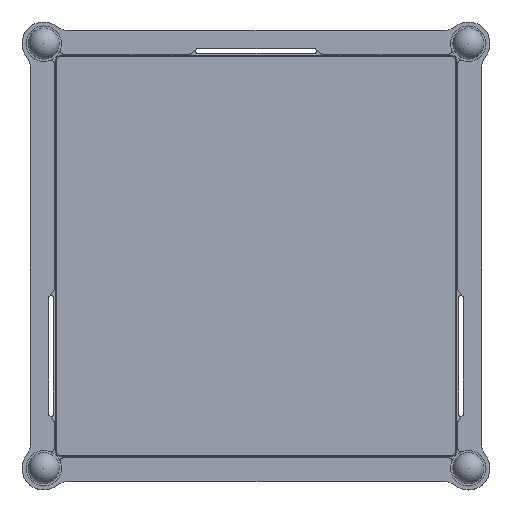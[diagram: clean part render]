
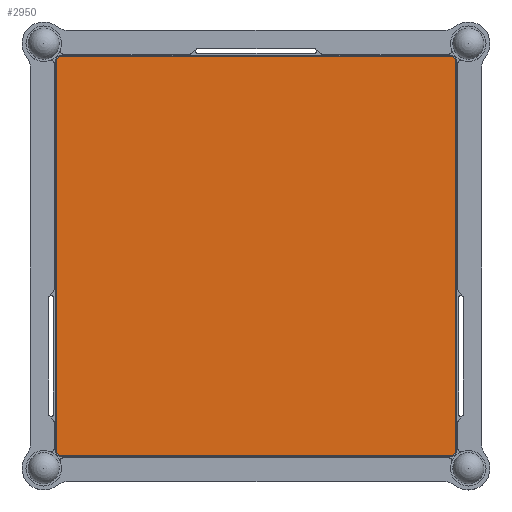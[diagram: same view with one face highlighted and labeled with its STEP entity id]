
A CAD part, top view. The second image highlights one B-rep face of the part: STEP entity #2950.
In plain terms, the highlighted planar face has unit normal (0, 0, 1).
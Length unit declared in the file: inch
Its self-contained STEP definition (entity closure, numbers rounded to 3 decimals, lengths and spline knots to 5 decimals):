
#307 = CARTESIAN_POINT ( 'NONE',  ( 3., -2.92126, 0. ) ) ;
#576 = DIRECTION ( 'NONE',  ( 0., 1., 0. ) ) ;
#724 = CARTESIAN_POINT ( 'NONE',  ( 0., 0., 0. ) ) ;
#730 = DIRECTION ( 'NONE',  ( -1., 0., 0. ) ) ;
#784 = EDGE_CURVE ( 'NONE', #1052, #3268, #6787, .T. ) ;
#1052 = VERTEX_POINT ( 'NONE', #8461 ) ;
#1083 = ORIENTED_EDGE ( 'NONE', *, *, #1094, .T. ) ;
#1094 = EDGE_CURVE ( 'NONE', #7845, #8788, #3310, .T. ) ;
#1233 = CARTESIAN_POINT ( 'NONE',  ( -2.92126, -2.92126, 0. ) ) ;
#1435 = EDGE_LOOP ( 'NONE', ( #1869, #7486, #4183, #5288, #6383, #1083, #3397, #4067 ) ) ;
#1542 = CARTESIAN_POINT ( 'NONE',  ( 2.92126, 3., 0. ) ) ;
#1869 = ORIENTED_EDGE ( 'NONE', *, *, #1953, .T. ) ;
#1953 = EDGE_CURVE ( 'NONE', #9515, #6721, #7980, .T. ) ;
#1977 = AXIS2_PLACEMENT_3D ( 'NONE', #7195, #6340, #8736 ) ;
#2076 = CARTESIAN_POINT ( 'NONE',  ( -3., -3., 0. ) ) ;
#2185 = EDGE_CURVE ( 'NONE', #3268, #7845, #5577, .T. ) ;
#2407 = CARTESIAN_POINT ( 'NONE',  ( -3., 3., 0. ) ) ;
#2487 = DIRECTION ( 'NONE',  ( 1., 0., 0. ) ) ;
#2857 = VECTOR ( 'NONE', #6482, 39.37008 ) ;
#2950 = ADVANCED_FACE ( 'NONE', ( #7064 ), #8488, .F. ) ;
#3268 = VERTEX_POINT ( 'NONE', #1542 ) ;
#3310 = CIRCLE ( 'NONE', #1977, 0.07874 ) ;
#3356 = AXIS2_PLACEMENT_3D ( 'NONE', #1233, #8211, #4405 ) ;
#3397 = ORIENTED_EDGE ( 'NONE', *, *, #10261, .T. ) ;
#3563 = CARTESIAN_POINT ( 'NONE',  ( -3., -2.92126, 0. ) ) ;
#3814 = VECTOR ( 'NONE', #2487, 39.37008 ) ;
#4067 = ORIENTED_EDGE ( 'NONE', *, *, #6769, .T. ) ;
#4183 = ORIENTED_EDGE ( 'NONE', *, *, #8937, .T. ) ;
#4283 = CARTESIAN_POINT ( 'NONE',  ( -2.92126, -3., 0. ) ) ;
#4405 = DIRECTION ( 'NONE',  ( -1., 0., 0. ) ) ;
#4688 = CARTESIAN_POINT ( 'NONE',  ( 2.92126, 2.92126, 0. ) ) ;
#4966 = CIRCLE ( 'NONE', #3356, 0.07874 ) ;
#5186 = DIRECTION ( 'NONE',  ( -1., 0., 0. ) ) ;
#5213 = LINE ( 'NONE', #2076, #9588 ) ;
#5285 = DIRECTION ( 'NONE',  ( 0., 0., 1. ) ) ;
#5288 = ORIENTED_EDGE ( 'NONE', *, *, #784, .T. ) ;
#5312 = DIRECTION ( 'NONE',  ( 0., 0., -1. ) ) ;
#5318 = AXIS2_PLACEMENT_3D ( 'NONE', #6747, #5285, #5186 ) ;
#5577 = LINE ( 'NONE', #2407, #2857 ) ;
#5613 = AXIS2_PLACEMENT_3D ( 'NONE', #4688, #9281, #730 ) ;
#6193 = DIRECTION ( 'NONE',  ( -1., 0., 0. ) ) ;
#6254 = CARTESIAN_POINT ( 'NONE',  ( -3., 2.92126, 0. ) ) ;
#6340 = DIRECTION ( 'NONE',  ( 0., 0., 1. ) ) ;
#6383 = ORIENTED_EDGE ( 'NONE', *, *, #2185, .T. ) ;
#6482 = DIRECTION ( 'NONE',  ( -1., 0., 0. ) ) ;
#6721 = VERTEX_POINT ( 'NONE', #8266 ) ;
#6747 = CARTESIAN_POINT ( 'NONE',  ( 2.92126, -2.92126, 0. ) ) ;
#6769 = EDGE_CURVE ( 'NONE', #9516, #9515, #4966, .T. ) ;
#6787 = CIRCLE ( 'NONE', #5613, 0.07874 ) ;
#6868 = LINE ( 'NONE', #7680, #9542 ) ;
#7064 = FACE_OUTER_BOUND ( 'NONE', #1435, .T. ) ;
#7149 = VERTEX_POINT ( 'NONE', #307 ) ;
#7161 = CARTESIAN_POINT ( 'NONE',  ( -3., -3., 0. ) ) ;
#7195 = CARTESIAN_POINT ( 'NONE',  ( -2.92126, 2.92126, 0. ) ) ;
#7486 = ORIENTED_EDGE ( 'NONE', *, *, #7547, .T. ) ;
#7547 = EDGE_CURVE ( 'NONE', #6721, #7149, #9098, .T. ) ;
#7634 = AXIS2_PLACEMENT_3D ( 'NONE', #724, #5312, #6193 ) ;
#7680 = CARTESIAN_POINT ( 'NONE',  ( 3., -3., 0. ) ) ;
#7845 = VERTEX_POINT ( 'NONE', #8249 ) ;
#7980 = LINE ( 'NONE', #7161, #3814 ) ;
#8211 = DIRECTION ( 'NONE',  ( 0., 0., 1. ) ) ;
#8249 = CARTESIAN_POINT ( 'NONE',  ( -2.92126, 3., 0. ) ) ;
#8266 = CARTESIAN_POINT ( 'NONE',  ( 2.92126, -3., 0. ) ) ;
#8461 = CARTESIAN_POINT ( 'NONE',  ( 3., 2.92126, 0. ) ) ;
#8488 = PLANE ( 'NONE',  #7634 ) ;
#8736 = DIRECTION ( 'NONE',  ( -1., 0., 0. ) ) ;
#8788 = VERTEX_POINT ( 'NONE', #6254 ) ;
#8937 = EDGE_CURVE ( 'NONE', #7149, #1052, #6868, .T. ) ;
#9098 = CIRCLE ( 'NONE', #5318, 0.07874 ) ;
#9179 = DIRECTION ( 'NONE',  ( 0., -1., 0. ) ) ;
#9281 = DIRECTION ( 'NONE',  ( 0., 0., 1. ) ) ;
#9515 = VERTEX_POINT ( 'NONE', #4283 ) ;
#9516 = VERTEX_POINT ( 'NONE', #3563 ) ;
#9542 = VECTOR ( 'NONE', #576, 39.37008 ) ;
#9588 = VECTOR ( 'NONE', #9179, 39.37008 ) ;
#10261 = EDGE_CURVE ( 'NONE', #8788, #9516, #5213, .T. ) ;
